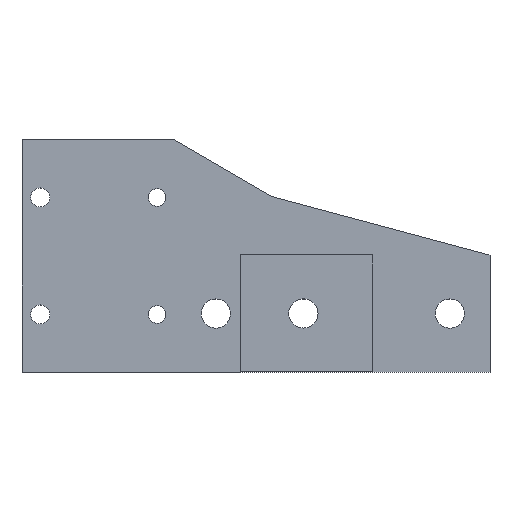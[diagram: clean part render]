
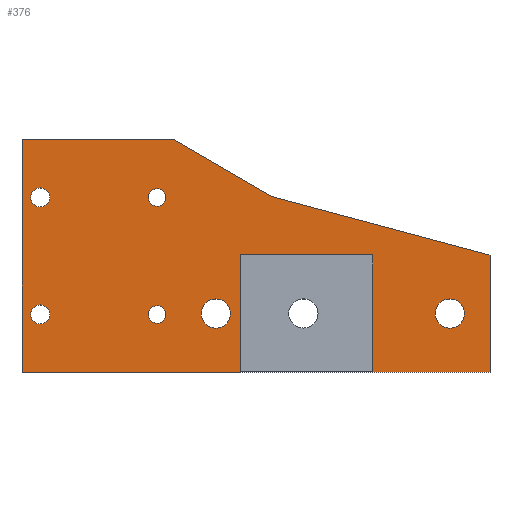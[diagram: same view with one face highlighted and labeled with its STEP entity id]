
A CAD part, top view. The second image highlights one B-rep face of the part: STEP entity #376.
In plain terms, the highlighted planar face has unit normal (0, 0, 1).
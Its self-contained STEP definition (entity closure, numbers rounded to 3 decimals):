
#23=FACE_BOUND('',#72,.T.);
#24=FACE_BOUND('',#73,.T.);
#25=FACE_BOUND('',#74,.T.);
#26=FACE_BOUND('',#75,.T.);
#27=FACE_BOUND('',#76,.T.);
#28=FACE_BOUND('',#77,.T.);
#37=CIRCLE('',#411,1.5);
#38=CIRCLE('',#412,2.5);
#39=CIRCLE('',#413,1.5);
#40=CIRCLE('',#414,1.625);
#41=CIRCLE('',#415,1.625);
#42=CIRCLE('',#416,2.5);
#51=FACE_OUTER_BOUND('',#71,.T.);
#71=EDGE_LOOP('',(#266,#267,#268,#269,#270,#271,#272,#273,#274,#275));
#72=EDGE_LOOP('',(#276));
#73=EDGE_LOOP('',(#277));
#74=EDGE_LOOP('',(#278));
#75=EDGE_LOOP('',(#279));
#76=EDGE_LOOP('',(#280));
#77=EDGE_LOOP('',(#281));
#106=LINE('',#561,#143);
#107=LINE('',#563,#144);
#108=LINE('',#565,#145);
#109=LINE('',#567,#146);
#110=LINE('',#569,#147);
#111=LINE('',#571,#148);
#112=LINE('',#573,#149);
#113=LINE('',#575,#150);
#114=LINE('',#577,#151);
#115=LINE('',#578,#152);
#143=VECTOR('',#453,10.);
#144=VECTOR('',#454,10.);
#145=VECTOR('',#455,10.);
#146=VECTOR('',#456,10.);
#147=VECTOR('',#457,10.);
#148=VECTOR('',#458,10.);
#149=VECTOR('',#459,10.);
#150=VECTOR('',#460,10.);
#151=VECTOR('',#461,10.);
#152=VECTOR('',#462,10.);
#181=VERTEX_POINT('',#559);
#182=VERTEX_POINT('',#560);
#183=VERTEX_POINT('',#562);
#184=VERTEX_POINT('',#564);
#185=VERTEX_POINT('',#566);
#186=VERTEX_POINT('',#568);
#187=VERTEX_POINT('',#570);
#188=VERTEX_POINT('',#572);
#189=VERTEX_POINT('',#574);
#190=VERTEX_POINT('',#576);
#191=VERTEX_POINT('',#579);
#192=VERTEX_POINT('',#581);
#193=VERTEX_POINT('',#583);
#194=VERTEX_POINT('',#585);
#195=VERTEX_POINT('',#587);
#196=VERTEX_POINT('',#589);
#215=EDGE_CURVE('',#181,#182,#106,.T.);
#216=EDGE_CURVE('',#181,#183,#107,.T.);
#217=EDGE_CURVE('',#183,#184,#108,.T.);
#218=EDGE_CURVE('',#184,#185,#109,.T.);
#219=EDGE_CURVE('',#185,#186,#110,.T.);
#220=EDGE_CURVE('',#186,#187,#111,.T.);
#221=EDGE_CURVE('',#187,#188,#112,.T.);
#222=EDGE_CURVE('',#188,#189,#113,.T.);
#223=EDGE_CURVE('',#190,#189,#114,.T.);
#224=EDGE_CURVE('',#182,#190,#115,.T.);
#225=EDGE_CURVE('',#191,#191,#37,.T.);
#226=EDGE_CURVE('',#192,#192,#38,.T.);
#227=EDGE_CURVE('',#193,#193,#39,.T.);
#228=EDGE_CURVE('',#194,#194,#40,.T.);
#229=EDGE_CURVE('',#195,#195,#41,.T.);
#230=EDGE_CURVE('',#196,#196,#42,.T.);
#266=ORIENTED_EDGE('',*,*,#215,.F.);
#267=ORIENTED_EDGE('',*,*,#216,.T.);
#268=ORIENTED_EDGE('',*,*,#217,.T.);
#269=ORIENTED_EDGE('',*,*,#218,.T.);
#270=ORIENTED_EDGE('',*,*,#219,.T.);
#271=ORIENTED_EDGE('',*,*,#220,.T.);
#272=ORIENTED_EDGE('',*,*,#221,.T.);
#273=ORIENTED_EDGE('',*,*,#222,.T.);
#274=ORIENTED_EDGE('',*,*,#223,.F.);
#275=ORIENTED_EDGE('',*,*,#224,.F.);
#276=ORIENTED_EDGE('',*,*,#225,.T.);
#277=ORIENTED_EDGE('',*,*,#226,.T.);
#278=ORIENTED_EDGE('',*,*,#227,.T.);
#279=ORIENTED_EDGE('',*,*,#228,.T.);
#280=ORIENTED_EDGE('',*,*,#229,.T.);
#281=ORIENTED_EDGE('',*,*,#230,.T.);
#364=PLANE('',#410);
#376=ADVANCED_FACE('',(#51,#23,#24,#25,#26,#27,#28),#364,.T.);
#410=AXIS2_PLACEMENT_3D('',#558,#451,#452);
#411=AXIS2_PLACEMENT_3D('',#580,#463,#464);
#412=AXIS2_PLACEMENT_3D('',#582,#465,#466);
#413=AXIS2_PLACEMENT_3D('',#584,#467,#468);
#414=AXIS2_PLACEMENT_3D('',#586,#469,#470);
#415=AXIS2_PLACEMENT_3D('',#588,#471,#472);
#416=AXIS2_PLACEMENT_3D('',#590,#473,#474);
#451=DIRECTION('center_axis',(0.,0.,
1.));
#452=DIRECTION('ref_axis',(1.,0.,0.));
#453=DIRECTION('',(0.,1.,0.));
#454=DIRECTION('',(1.,0.,0.));
#455=DIRECTION('',(0.,1.,0.));
#456=DIRECTION('',(-0.966,0.26,0.));
#457=DIRECTION('',(-0.865,0.501,0.));
#458=DIRECTION('',(-1.,0.,0.));
#459=DIRECTION('',(0.,-1.,0.));
#460=DIRECTION('',(1.,0.,0.));
#461=DIRECTION('',(0.,-1.,0.));
#462=DIRECTION('',(-1.,0.,0.));
#463=DIRECTION('center_axis',(0.,0.,
-1.));
#464=DIRECTION('ref_axis',(1.,0.,0.));
#465=DIRECTION('center_axis',(0.,0.,
-1.));
#466=DIRECTION('ref_axis',(1.,0.,0.));
#467=DIRECTION('center_axis',(0.,0.,
-1.));
#468=DIRECTION('ref_axis',(1.,0.,0.));
#469=DIRECTION('center_axis',(0.,0.,
-1.));
#470=DIRECTION('ref_axis',(1.,0.,0.));
#471=DIRECTION('center_axis',(0.,0.,
-1.));
#472=DIRECTION('ref_axis',(1.,0.,0.));
#473=DIRECTION('center_axis',(0.,0.,
-1.));
#474=DIRECTION('ref_axis',(1.,0.,0.));
#558=CARTESIAN_POINT('Origin',(-117.1,-3.488,519.));
#559=CARTESIAN_POINT('',(-127.1,-13.488,519.));
#560=CARTESIAN_POINT('',(-127.1,6.512,519.));
#561=CARTESIAN_POINT('',(-127.1,-8.488,519.));
#562=CARTESIAN_POINT('',(-107.1,-13.488,519.));
#563=CARTESIAN_POINT('',(-187.1,-13.488,519.));
#564=CARTESIAN_POINT('',(-107.1,6.512,519.));
#565=CARTESIAN_POINT('',(-107.1,-13.488,519.));
#566=CARTESIAN_POINT('',(-144.405,16.539,519.));
#567=CARTESIAN_POINT('',(-119.836,9.935,519.));
#568=CARTESIAN_POINT('',(-161.1,26.212,519.));
#569=CARTESIAN_POINT('',(-132.756,9.789,519.));
#570=CARTESIAN_POINT('',(-187.1,26.212,519.));
#571=CARTESIAN_POINT('',(-187.1,26.212,519.));
#572=CARTESIAN_POINT('',(-187.1,-13.488,519.));
#573=CARTESIAN_POINT('',(-187.1,19.712,519.));
#574=CARTESIAN_POINT('',(-149.722,-13.488,519.));
#575=CARTESIAN_POINT('',(-187.1,-13.488,519.));
#576=CARTESIAN_POINT('',(-149.722,6.512,519.));
#577=CARTESIAN_POINT('',(-149.722,8.066,519.));
#578=CARTESIAN_POINT('',(-122.1,6.512,519.));
#579=CARTESIAN_POINT('',(-165.5,16.362,519.));
#580=CARTESIAN_POINT('Origin',(-164.,16.362,519.));
#581=CARTESIAN_POINT('',(-156.454,-3.488,519.));
#582=CARTESIAN_POINT('Origin',(-153.954,-3.488,519.));
#583=CARTESIAN_POINT('',(-165.5,-3.638,519.));
#584=CARTESIAN_POINT('Origin',(-164.,-3.638,519.));
#585=CARTESIAN_POINT('',(-185.625,16.362,519.));
#586=CARTESIAN_POINT('Origin',(-184.,16.362,519.));
#587=CARTESIAN_POINT('',(-185.625,-3.638,519.));
#588=CARTESIAN_POINT('Origin',(-184.,-3.638,519.));
#589=CARTESIAN_POINT('',(-116.454,-3.488,519.));
#590=CARTESIAN_POINT('Origin',(-113.954,-3.488,519.));
